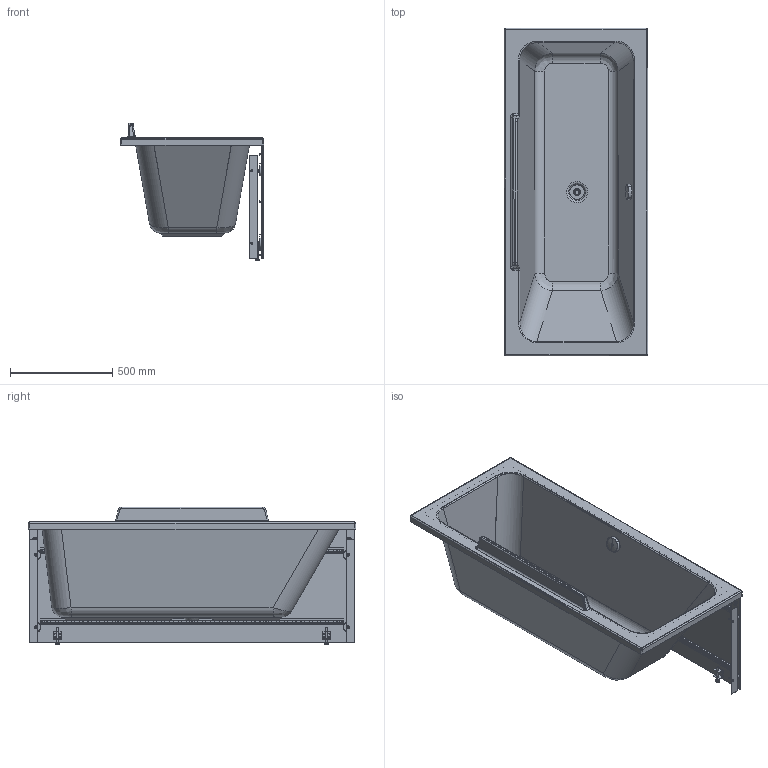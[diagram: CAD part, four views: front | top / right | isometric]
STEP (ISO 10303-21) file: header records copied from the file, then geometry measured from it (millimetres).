
FILE_DESCRIPTION((''),'2;1');
FILE_NAME('700292_8937.stp','2013-05-27T15:42:38',('Administrator'),(''),'Autodesk Inventor 2011','Autodesk Inventor 2011','');
FILE_SCHEMA(('CONFIG_CONTROL_DESIGN'));
Length unit declared in the file: millimetre
Products named in the file (52): 700292_8937; 700292; Stopfen; Verschluss_Ueberlauf; 8937_70; Schiene; Schiene_1; Doppelwinkel M8 ; Abdeckkappe; Stellfu_; _70; Doppelwinkel M8 _1; Abdeckkappe_1; Stellfu__1; _70_1; Schattenfugenleiste; Schattenfugenleiste 42496; Schattenfugenleiste 42496_1; Schattenfugenleiste 42496_2; Schattenfugenleiste 42496_3; Schattenfugenleiste 42496_4; Schattenfugenleiste 42496_5; Schattenfugenleiste_1; Schattenfugenleiste 42496_6; Schattenfugenleiste 42496_7; Schattenfugenleiste 42496_8; Schattenfugenleiste 42496_9; Schattenfugenleiste 42496_10; Schattenfugenleiste 42496_11; sechskantmutter ISO 4032 M8; sechskantmutter ISO 4032 M8_1; sechskantmutter ISO 4032 M8_2; sechskantmutter ISO 4032 M8_3; sechskantmutter ISO 4032 M8_4; sechskantmutter ISO 4032 M8_5; sechskantschraube ISO 4017A M8_35; sechskantschraube ISO 4017A M8_35_1; L_Winkel; Haftmagnet; Haftmagnet_1 ...
Assembly tree (51 placements, depth 3):
  700292_8937
    700292
    Stopfen
    Verschluss_Ueberlauf
    8937_70
      Schiene
      Schiene_1
      Doppelwinkel M8 
      Abdeckkappe
      Stellfu_
      _70
      Doppelwinkel M8 _1
      Abdeckkappe_1
      Stellfu__1
      _70_1
      Schattenfugenleiste
      Schattenfugenleiste 42496
      Schattenfugenleiste 42496_1
      Schattenfugenleiste 42496_2
      Schattenfugenleiste 42496_3
      Schattenfugenleiste 42496_4
      Schattenfugenleiste 42496_5
      Schattenfugenleiste_1
      Schattenfugenleiste 42496_6
      Schattenfugenleiste 42496_7
      Schattenfugenleiste 42496_8
      Schattenfugenleiste 42496_9
      Schattenfugenleiste 42496_10
      Schattenfugenleiste 42496_11
      sechskantmutter ISO 4032 M8
      sechskantmutter ISO 4032 M8_1
      sechskantmutter ISO 4032 M8_2
      sechskantmutter ISO 4032 M8_3
      sechskantmutter ISO 4032 M8_4
      sechskantmutter ISO 4032 M8_5
      sechskantschraube ISO 4017A M8_35
      sechskantschraube ISO 4017A M8_35_1
      L_Winkel
      Haftmagnet
      Haftmagnet_1
      sechskantmutter ISO 4032 M8_6
      sechskantmutter ISO 4032 M8_7
      sechskantmutter ISO 4032 M8_8
      sechskantmutter ISO 4032 M8_9
      sechskantmutter ISO 4032 M8_10
      sechskantmutter ISO 4032 M8_11
      sechskantschraube ISO 4017A M8_35_2
      sechskantschraube ISO 4017A M8_35_3
      L_Winkel_1
      Haftmagnet_2
      Haftmagnet_3
      L_ngsseite
Bounding box: 700.95 x 1600.41 x 673.58 mm (x, y, z)
Volume: 27166479.3 mm3; surface area: 8655504.3 mm2
Topology: 53 solids, 53 shells, 1372 faces, 3335 edges, 2091 vertices
Faces by surface type: plane 730, cylinder 381, cone 179, bspline 52, sphere 17, torus 13
Full cylindrical faces by diameter (mm): 3.5 x8, 4.5 x10, 5 x14, 5.5 x6, 6 x6, 6.75 x12, 7 x2, 8 x8, 8.5 x4, 9 x10, 9.2 x1, 13 x1, 14.5 x1, 20.5 x2, 22 x4, 24 x1, 29.2 x1, 32 x2, 50 x4, 52 x1, 72 x1
Entity records: 48496 total; most frequent: CARTESIAN_POINT 14206, DIRECTION 6618, ORIENTED_EDGE 6272, EDGE_CURVE 3136, AXIS2_PLACEMENT_3D 2442, VERTEX_POINT 2043, EDGE_LOOP 1803, VECTOR 1734
